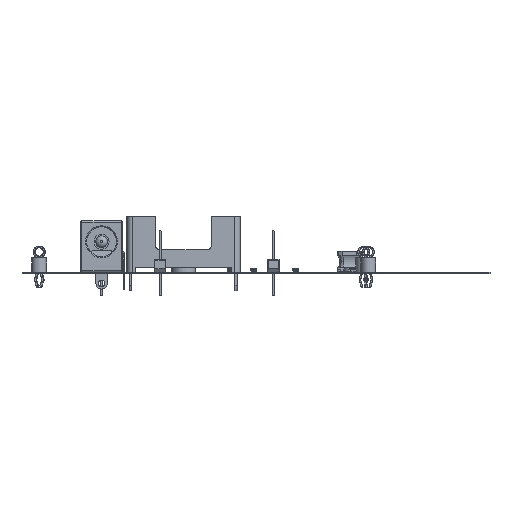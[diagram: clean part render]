
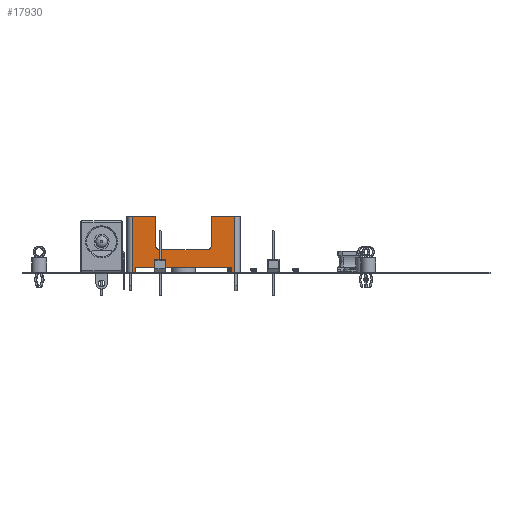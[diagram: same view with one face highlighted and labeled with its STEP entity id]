
A CAD part, front view. The second image highlights one B-rep face of the part: STEP entity #17930.
In plain terms, the highlighted face is planar.
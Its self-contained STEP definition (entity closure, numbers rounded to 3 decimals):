
#1302=CIRCLE('',#19631,0.813);
#1303=CIRCLE('',#19632,0.813);
#2403=FACE_OUTER_BOUND('',#3608,.T.);
#3608=EDGE_LOOP('',(#15112,#15113,#15114,#15115,#15116,#15117,#15118,#15119,
#15120,#15121,#15122,#15123,#15124,#15125));
#5091=LINE('',#31881,#6911);
#5118=LINE('',#31935,#6938);
#5120=LINE('',#31942,#6940);
#5121=LINE('',#31946,#6941);
#5122=LINE('',#31948,#6942);
#5123=LINE('',#31950,#6943);
#5124=LINE('',#31951,#6944);
#5125=LINE('',#31953,#6945);
#5126=LINE('',#31955,#6946);
#5127=LINE('',#31957,#6947);
#5128=LINE('',#31959,#6948);
#5129=LINE('',#31960,#6949);
#6911=VECTOR('',#23737,1.);
#6938=VECTOR('',#23770,1.);
#6940=VECTOR('',#23776,1.);
#6941=VECTOR('',#23779,1.);
#6942=VECTOR('',#23780,1.);
#6943=VECTOR('',#23781,1.);
#6944=VECTOR('',#23782,1.);
#6945=VECTOR('',#23783,1.);
#6946=VECTOR('',#23784,1.);
#6947=VECTOR('',#23785,1.);
#6948=VECTOR('',#23786,1.);
#6949=VECTOR('',#23787,1.);
#8625=VERTEX_POINT('',#31878);
#8626=VERTEX_POINT('',#31880);
#8650=VERTEX_POINT('',#31934);
#8651=VERTEX_POINT('',#31938);
#8652=VERTEX_POINT('',#31939);
#8653=VERTEX_POINT('',#31941);
#8654=VERTEX_POINT('',#31943);
#8655=VERTEX_POINT('',#31945);
#8656=VERTEX_POINT('',#31947);
#8657=VERTEX_POINT('',#31949);
#8658=VERTEX_POINT('',#31952);
#8659=VERTEX_POINT('',#31954);
#8660=VERTEX_POINT('',#31956);
#8661=VERTEX_POINT('',#31958);
#10854=EDGE_CURVE('',#8625,#8626,#5091,.T.);
#10881=EDGE_CURVE('',#8650,#8626,#5118,.T.);
#10883=EDGE_CURVE('',#8651,#8652,#1302,.T.);
#10884=EDGE_CURVE('',#8653,#8651,#5120,.T.);
#10885=EDGE_CURVE('',#8654,#8653,#1303,.T.);
#10886=EDGE_CURVE('',#8655,#8654,#5121,.T.);
#10887=EDGE_CURVE('',#8656,#8655,#5122,.T.);
#10888=EDGE_CURVE('',#8657,#8656,#5123,.T.);
#10889=EDGE_CURVE('',#8650,#8657,#5124,.T.);
#10890=EDGE_CURVE('',#8658,#8625,#5125,.T.);
#10891=EDGE_CURVE('',#8659,#8658,#5126,.T.);
#10892=EDGE_CURVE('',#8660,#8659,#5127,.T.);
#10893=EDGE_CURVE('',#8661,#8660,#5128,.T.);
#10894=EDGE_CURVE('',#8652,#8661,#5129,.T.);
#15112=ORIENTED_EDGE('',*,*,#10883,.F.);
#15113=ORIENTED_EDGE('',*,*,#10884,.F.);
#15114=ORIENTED_EDGE('',*,*,#10885,.F.);
#15115=ORIENTED_EDGE('',*,*,#10886,.F.);
#15116=ORIENTED_EDGE('',*,*,#10887,.F.);
#15117=ORIENTED_EDGE('',*,*,#10888,.F.);
#15118=ORIENTED_EDGE('',*,*,#10889,.F.);
#15119=ORIENTED_EDGE('',*,*,#10881,.T.);
#15120=ORIENTED_EDGE('',*,*,#10854,.F.);
#15121=ORIENTED_EDGE('',*,*,#10890,.F.);
#15122=ORIENTED_EDGE('',*,*,#10891,.F.);
#15123=ORIENTED_EDGE('',*,*,#10892,.F.);
#15124=ORIENTED_EDGE('',*,*,#10893,.F.);
#15125=ORIENTED_EDGE('',*,*,#10894,.F.);
#16987=PLANE('',#19630);
#17930=ADVANCED_FACE('',(#2403),#16987,.F.);
#19630=AXIS2_PLACEMENT_3D('',#31937,#23772,#23773);
#19631=AXIS2_PLACEMENT_3D('',#31940,#23774,#23775);
#19632=AXIS2_PLACEMENT_3D('',#31944,#23777,#23778);
#23737=DIRECTION('',(-1.,0.,0.));
#23770=DIRECTION('',(0.,1.,0.));
#23772=DIRECTION('center_axis',(0.,0.,-1.));
#23773=DIRECTION('ref_axis',(-1.,0.,0.));
#23774=DIRECTION('center_axis',(0.,0.,1.));
#23775=DIRECTION('ref_axis',(-1.,0.,0.));
#23776=DIRECTION('',(1.,0.,0.));
#23777=DIRECTION('center_axis',(0.,0.,1.));
#23778=DIRECTION('ref_axis',(-1.,0.,0.));
#23779=DIRECTION('',(0.,-1.,0.));
#23780=DIRECTION('',(1.,0.,0.));
#23781=DIRECTION('',(0.,1.,0.));
#23782=DIRECTION('',(-1.,0.,0.));
#23783=DIRECTION('',(0.,1.,0.));
#23784=DIRECTION('',(-1.,0.,0.));
#23785=DIRECTION('',(0.,-1.,0.));
#23786=DIRECTION('',(1.,0.,0.));
#23787=DIRECTION('',(0.,1.,0.));
#31878=CARTESIAN_POINT('',(13.101,-5.696,3.57));
#31880=CARTESIAN_POINT('',(-7.549,-5.696,3.57));
#31881=CARTESIAN_POINT('',(-8.158,-5.696,3.57));
#31934=CARTESIAN_POINT('',(-7.549,-6.788,3.57));
#31935=CARTESIAN_POINT('',(-7.549,-6.788,3.57));
#31937=CARTESIAN_POINT('Origin',(13.711,5.201,3.57));
#31938=CARTESIAN_POINT('',(7.894,-1.962,3.57));
#31939=CARTESIAN_POINT('',(8.707,-1.149,3.57));
#31940=CARTESIAN_POINT('Origin',(7.894,-1.149,3.57));
#31941=CARTESIAN_POINT('',(-2.342,-1.962,3.57));
#31942=CARTESIAN_POINT('',(13.711,-1.962,3.57));
#31943=CARTESIAN_POINT('',(-3.155,-1.149,3.57));
#31944=CARTESIAN_POINT('Origin',(-2.342,-1.149,3.57));
#31945=CARTESIAN_POINT('',(-3.155,5.201,3.57));
#31946=CARTESIAN_POINT('',(-3.155,5.201,3.57));
#31947=CARTESIAN_POINT('',(-8.158,5.201,3.57));
#31948=CARTESIAN_POINT('',(13.711,5.201,3.57));
#31949=CARTESIAN_POINT('',(-8.158,-6.788,3.57));
#31950=CARTESIAN_POINT('',(-8.158,5.201,3.57));
#31951=CARTESIAN_POINT('',(13.711,-6.788,3.57));
#31952=CARTESIAN_POINT('',(13.101,-6.788,3.57));
#31953=CARTESIAN_POINT('',(13.101,5.201,3.57));
#31954=CARTESIAN_POINT('',(13.711,-6.788,3.57));
#31955=CARTESIAN_POINT('',(13.711,-6.788,3.57));
#31956=CARTESIAN_POINT('',(13.711,5.201,3.57));
#31957=CARTESIAN_POINT('',(13.711,5.201,3.57));
#31958=CARTESIAN_POINT('',(8.707,5.201,3.57));
#31959=CARTESIAN_POINT('',(13.711,5.201,3.57));
#31960=CARTESIAN_POINT('',(8.707,5.201,3.57));
